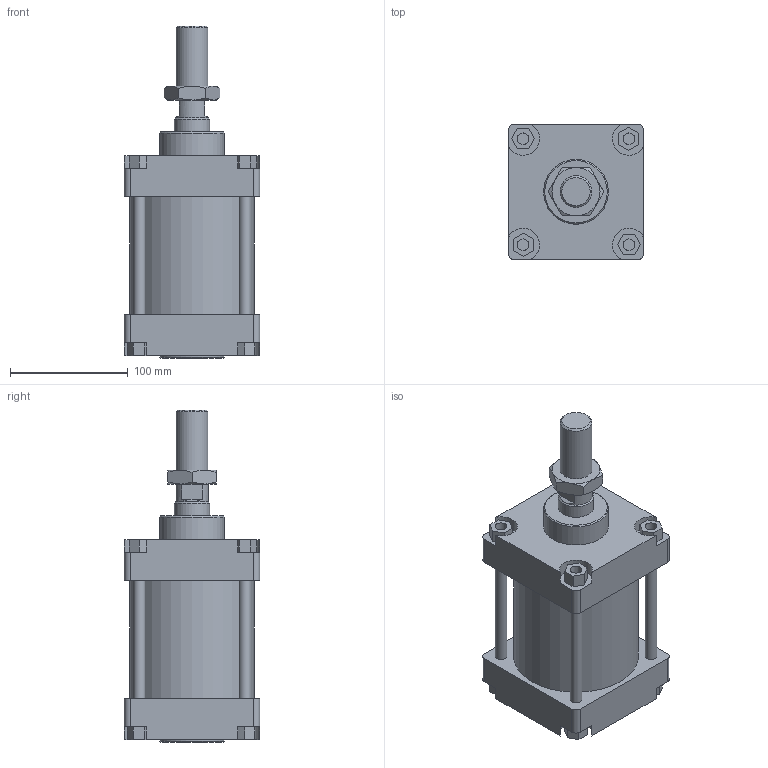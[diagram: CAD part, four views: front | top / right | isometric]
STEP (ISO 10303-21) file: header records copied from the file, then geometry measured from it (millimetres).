
FILE_DESCRIPTION(/* description */ (''),/* implementation_level */ '2;1');
FILE_NAME(/* name */ '1303_100_0025_01A.stp',/* time_stamp */ '2016-11-24T14:03:47+01:00',/* author */ ('Maniean1'),/* organization */ ('Pneumax S.p.A.'),/* preprocessor_version */ 'ST-DEVELOPER v15.2',/* originating_system */ 'Autodesk Inventor 2014',/* authorisation */ '');
FILE_SCHEMA (('AUTOMOTIVE_DESIGN { 1 0 10303 214 3 1 1 }'));
Length unit declared in the file: millimetre
Products named in the file (6): C_130#_100_0025; Testata anteriore_100; Testata posteriore_100; S_1303_100_0025_01A; 1300_100_18F; 1303_100_0025_01A
Bounding box: 115 x 115 x 282 mm (x, y, z)
Volume: 1684655.4 mm3; surface area: 250581.8 mm2
Topology: 9 solids, 9 shells, 162 faces, 380 edges, 249 vertices
Faces by surface type: plane 105, cylinder 42, cone 15
Full cylindrical faces by diameter (mm): 10 x12, 19 x2, 21.8 x1, 24.835 x1, 27 x1, 28 x1, 30 x3, 55 x2, 100 x2, 106 x1
Entity records: 4530 total; most frequent: CARTESIAN_POINT 785, DIRECTION 764, ORIENTED_EDGE 672, EDGE_CURVE 336, AXIS2_PLACEMENT_3D 271, VERTEX_POINT 244, EDGE_LOOP 236, LINE 222
